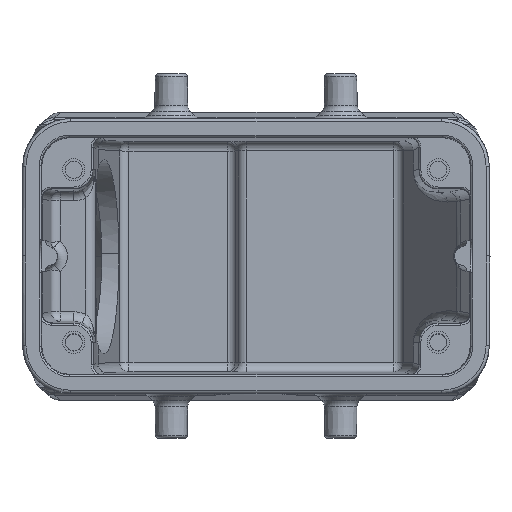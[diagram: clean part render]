
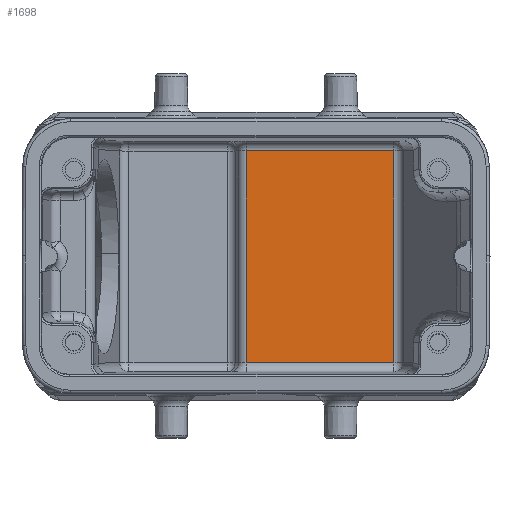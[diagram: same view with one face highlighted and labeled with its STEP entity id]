
A CAD part, top view. The second image highlights one B-rep face of the part: STEP entity #1698.
In plain terms, the highlighted planar face has unit normal (0, 0, 1).
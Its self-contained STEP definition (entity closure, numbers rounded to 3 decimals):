
#1698=ADVANCED_FACE('',(#2697),#2372,.F.);
#2372=PLANE('',#12264);
#2697=FACE_OUTER_BOUND('',#3404,.T.);
#3404=EDGE_LOOP('',(#4523,#4524,#4525,#4526));
#4523=ORIENTED_EDGE('',*,*,#9053,.T.);
#4524=ORIENTED_EDGE('',*,*,#9060,.T.);
#4525=ORIENTED_EDGE('',*,*,#9061,.T.);
#4526=ORIENTED_EDGE('',*,*,#9062,.T.);
#7874=VERTEX_POINT('',#17227);
#7875=VERTEX_POINT('',#17231);
#7879=VERTEX_POINT('',#17243);
#7880=VERTEX_POINT('',#17247);
#9053=EDGE_CURVE('',#7874,#7875,#10675,.T.);
#9060=EDGE_CURVE('',#7875,#7879,#10678,.T.);
#9061=EDGE_CURVE('',#7879,#7880,#10679,.T.);
#9062=EDGE_CURVE('',#7880,#7874,#10680,.T.);
#10675=LINE('',#17230,#11433);
#10678=LINE('',#17244,#11436);
#10679=LINE('',#17246,#11437);
#10680=LINE('',#17248,#11438);
#11433=VECTOR('',#13561,1.);
#11436=VECTOR('',#13576,1.);
#11437=VECTOR('',#13579,1.);
#11438=VECTOR('',#13580,1.);
#12264=AXIS2_PLACEMENT_3D('',#17249,#13581,#13582);
#13561=DIRECTION('',(0.,1.,0.));
#13576=DIRECTION('',(-1.,0.,0.));
#13579=DIRECTION('',(0.,-1.,0.));
#13580=DIRECTION('',(1.,0.,0.));
#13581=DIRECTION('',(0.,0.,-1.));
#13582=DIRECTION('',(-1.,0.,0.));
#17227=CARTESIAN_POINT('',(21.573,-16.546,-65.));
#17230=CARTESIAN_POINT('',(21.573,-16.546,-65.));
#17231=CARTESIAN_POINT('',(21.573,16.546,-65.));
#17243=CARTESIAN_POINT('',(-1.493,16.546,-65.));
#17244=CARTESIAN_POINT('',(21.573,16.546,-65.));
#17246=CARTESIAN_POINT('',(-1.493,16.546,-65.));
#17247=CARTESIAN_POINT('',(-1.493,-16.546,-65.));
#17248=CARTESIAN_POINT('',(-1.493,-16.546,-65.));
#17249=CARTESIAN_POINT('',(22.724,-18.6,-65.));
